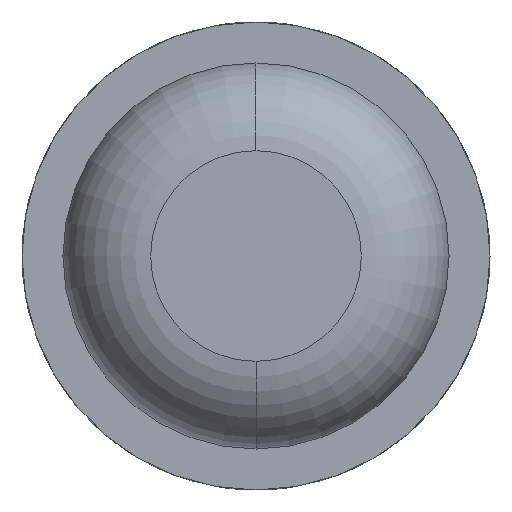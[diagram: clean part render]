
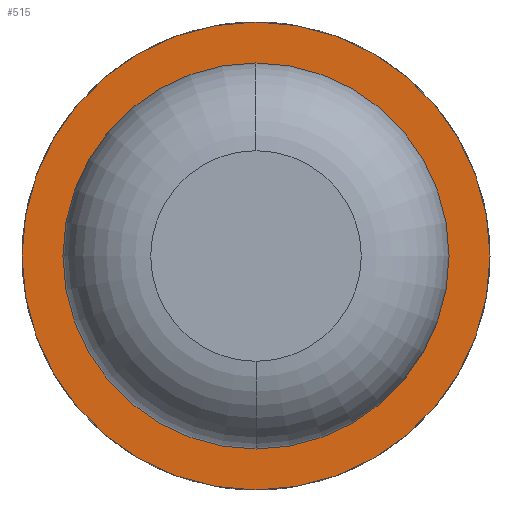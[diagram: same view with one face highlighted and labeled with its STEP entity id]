
A CAD part, front view. The second image highlights one B-rep face of the part: STEP entity #515.
In plain terms, the highlighted planar face has unit normal (0, -1, 0).
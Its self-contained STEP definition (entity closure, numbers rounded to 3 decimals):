
#167 = DIRECTION ( 'NONE',  ( 0., 1., 0. ) ) ;
#189 = CARTESIAN_POINT ( 'NONE',  ( 0., -9., 0.825 ) ) ;
#342 = VERTEX_POINT ( 'NONE', #2165 ) ;
#515 = ADVANCED_FACE ( 'Defeature ausgef�hrt1_4', ( #1917, #2553 ), #980, .F. ) ;
#661 = AXIS2_PLACEMENT_3D ( 'NONE', #1814, #167, #1026 ) ;
#700 = EDGE_CURVE ( 'Defeature ausgef�hrt1_5+Defeature ausgef�hrt1_4+Defeature ausgef�hrt1_4+Defeature ausgef�hrt1_4', #3010, #1249, #1918, .T. ) ;
#980 = PLANE ( 'NONE',  #661 ) ;
#989 = ORIENTED_EDGE ( 'NONE', *, *, #3622, .T. ) ;
#1026 = DIRECTION ( 'NONE',  ( -1., 0., 0. ) ) ;
#1066 = AXIS2_PLACEMENT_3D ( 'NONE', #3399, #5025, #1729 ) ;
#1249 = VERTEX_POINT ( 'NONE', #1356 ) ;
#1306 = DIRECTION ( 'NONE',  ( 0., 1., 0. ) ) ;
#1356 = CARTESIAN_POINT ( 'NONE',  ( -1., -9., 0. ) ) ;
#1563 = EDGE_LOOP ( 'NONE', ( #989, #5379 ) ) ;
#1682 = DIRECTION ( 'NONE',  ( 0., 1., 0. ) ) ;
#1729 = DIRECTION ( 'NONE',  ( -1., 0., 0. ) ) ;
#1814 = CARTESIAN_POINT ( 'NONE',  ( 0.825, -9., 0. ) ) ;
#1917 = FACE_OUTER_BOUND ( 'NONE', #4554, .T. ) ;
#1918 = CIRCLE ( 'NONE', #5399, 1. ) ;
#2165 = CARTESIAN_POINT ( 'NONE',  ( 0., -9., -0.825 ) ) ;
#2363 = AXIS2_PLACEMENT_3D ( 'NONE', #3790, #1306, #4194 ) ;
#2457 = DIRECTION ( 'NONE',  ( 0., 1., 0. ) ) ;
#2466 = VERTEX_POINT ( 'NONE', #189 ) ;
#2508 = CARTESIAN_POINT ( 'NONE',  ( 0., -9., 0. ) ) ;
#2551 = CIRCLE ( 'NONE', #1066, 0.825 ) ;
#2553 = FACE_BOUND ( 'NONE', #1563, .T. ) ;
#2619 = CARTESIAN_POINT ( 'NONE',  ( 1., -9., 0. ) ) ;
#2764 = CIRCLE ( 'NONE', #2363, 0.825 ) ;
#2916 = CARTESIAN_POINT ( 'NONE',  ( 0., -9., 0. ) ) ;
#3010 = VERTEX_POINT ( 'NONE', #2619 ) ;
#3255 = ORIENTED_EDGE ( 'NONE', *, *, #3424, .F. ) ;
#3350 = DIRECTION ( 'NONE',  ( -1., 0., 0. ) ) ;
#3399 = CARTESIAN_POINT ( 'NONE',  ( 0., -9., 0. ) ) ;
#3424 = EDGE_CURVE ( 'Defeature ausgef�hrt1_5+Defeature ausgef�hrt1_4+Defeature ausgef�hrt1_4+Defeature ausgef�hrt1_4', #1249, #3010, #4054, .T. ) ;
#3520 = AXIS2_PLACEMENT_3D ( 'NONE', #2916, #2457, #3733 ) ;
#3622 = EDGE_CURVE ( 'Defeature ausgef�hrt1_4+Defeature ausgef�hrt1_0+Defeature ausgef�hrt1_0+Defeature ausgef�hrt1_0', #2466, #342, #2551, .T. ) ;
#3733 = DIRECTION ( 'NONE',  ( -1., 0., 0. ) ) ;
#3790 = CARTESIAN_POINT ( 'NONE',  ( 0., -9., 0. ) ) ;
#4054 = CIRCLE ( 'NONE', #3520, 1. ) ;
#4194 = DIRECTION ( 'NONE',  ( -1., 0., 0. ) ) ;
#4525 = EDGE_CURVE ( 'Defeature ausgef�hrt1_4+Defeature ausgef�hrt1_0+Defeature ausgef�hrt1_0+Defeature ausgef�hrt1_0', #342, #2466, #2764, .T. ) ;
#4554 = EDGE_LOOP ( 'NONE', ( #3255, #4772 ) ) ;
#4772 = ORIENTED_EDGE ( 'NONE', *, *, #700, .F. ) ;
#5025 = DIRECTION ( 'NONE',  ( 0., 1., 0. ) ) ;
#5379 = ORIENTED_EDGE ( 'NONE', *, *, #4525, .T. ) ;
#5399 = AXIS2_PLACEMENT_3D ( 'NONE', #2508, #1682, #3350 ) ;
